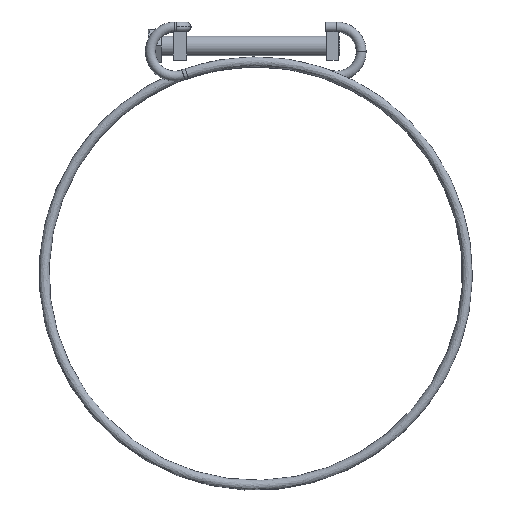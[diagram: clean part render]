
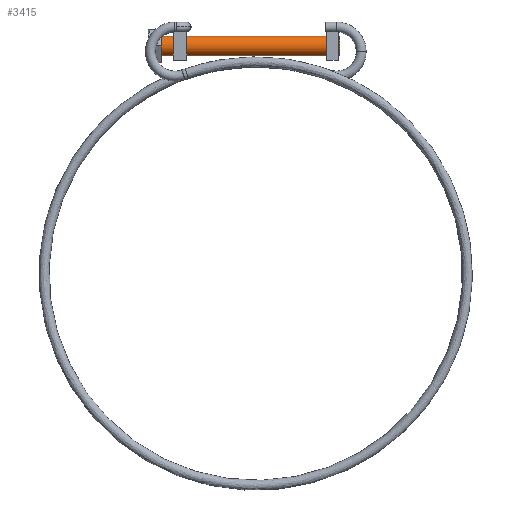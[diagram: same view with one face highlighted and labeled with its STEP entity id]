
A CAD part, top view. The second image highlights one B-rep face of the part: STEP entity #3415.
In plain terms, the highlighted cylindrical face has radius 3 mm (diameter 6 mm), a partial arc.
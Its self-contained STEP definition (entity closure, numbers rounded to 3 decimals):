
#216 = VERTEX_POINT ( 'NONE', #7921 ) ;
#478 = FACE_OUTER_BOUND ( 'NONE', #2424, .T. ) ;
#714 = VECTOR ( 'NONE', #7375, 1000. ) ;
#833 = AXIS2_PLACEMENT_3D ( 'NONE', #8352, #7493, #6815 ) ;
#1169 = DIRECTION ( 'NONE',  ( 0., 1., 0. ) ) ;
#1170 = DIRECTION ( 'NONE',  ( -1., 0., 0. ) ) ;
#1212 = LINE ( 'NONE', #1969, #7552 ) ;
#1234 = CARTESIAN_POINT ( 'NONE',  ( 25.43, 68.8, 0. ) ) ;
#1622 = VERTEX_POINT ( 'NONE', #6608 ) ;
#1701 = CARTESIAN_POINT ( 'NONE',  ( 25.43, 68.8, 0. ) ) ;
#1969 = CARTESIAN_POINT ( 'NONE',  ( 25.43, 71.8, 0. ) ) ;
#1987 = ORIENTED_EDGE ( 'NONE', *, *, #8898, .F. ) ;
#2424 = EDGE_LOOP ( 'NONE', ( #7457, #4352, #7012, #1987 ) ) ;
#2624 = AXIS2_PLACEMENT_3D ( 'NONE', #1234, #3384, #3590 ) ;
#2694 = EDGE_CURVE ( 'NONE', #1622, #5304, #4779, .T. ) ;
#3298 = CYLINDRICAL_SURFACE ( 'NONE', #2624, 3. ) ;
#3384 = DIRECTION ( 'NONE',  ( -1., 0., 0. ) ) ;
#3415 = ADVANCED_FACE ( 'NONE', ( #478 ), #3298, .T. ) ;
#3590 = DIRECTION ( 'NONE',  ( 0., -1., 0. ) ) ;
#4160 = CIRCLE ( 'NONE', #7066, 3. ) ;
#4352 = ORIENTED_EDGE ( 'NONE', *, *, #6105, .T. ) ;
#4553 = CARTESIAN_POINT ( 'NONE',  ( 25.43, 65.8, 0. ) ) ;
#4779 = CIRCLE ( 'NONE', #833, 3. ) ;
#5304 = VERTEX_POINT ( 'NONE', #6975 ) ;
#6105 = EDGE_CURVE ( 'NONE', #8404, #1622, #1212, .T. ) ;
#6608 = CARTESIAN_POINT ( 'NONE',  ( -28.57, 71.8, 0. ) ) ;
#6671 = DIRECTION ( 'NONE',  ( 1., 0., 0. ) ) ;
#6815 = DIRECTION ( 'NONE',  ( 0., 1., 0. ) ) ;
#6975 = CARTESIAN_POINT ( 'NONE',  ( -28.57, 65.8, 0. ) ) ;
#7012 = ORIENTED_EDGE ( 'NONE', *, *, #2694, .T. ) ;
#7066 = AXIS2_PLACEMENT_3D ( 'NONE', #1701, #6671, #1169 ) ;
#7322 = LINE ( 'NONE', #4553, #714 ) ;
#7375 = DIRECTION ( 'NONE',  ( -1., 0., 0. ) ) ;
#7457 = ORIENTED_EDGE ( 'NONE', *, *, #7625, .F. ) ;
#7477 = CARTESIAN_POINT ( 'NONE',  ( 25.43, 71.8, 0. ) ) ;
#7493 = DIRECTION ( 'NONE',  ( 1., 0., 0. ) ) ;
#7552 = VECTOR ( 'NONE', #1170, 1000. ) ;
#7625 = EDGE_CURVE ( 'NONE', #8404, #216, #4160, .T. ) ;
#7921 = CARTESIAN_POINT ( 'NONE',  ( 25.43, 65.8, 0. ) ) ;
#8352 = CARTESIAN_POINT ( 'NONE',  ( -28.57, 68.8, 0. ) ) ;
#8404 = VERTEX_POINT ( 'NONE', #7477 ) ;
#8898 = EDGE_CURVE ( 'NONE', #216, #5304, #7322, .T. ) ;
